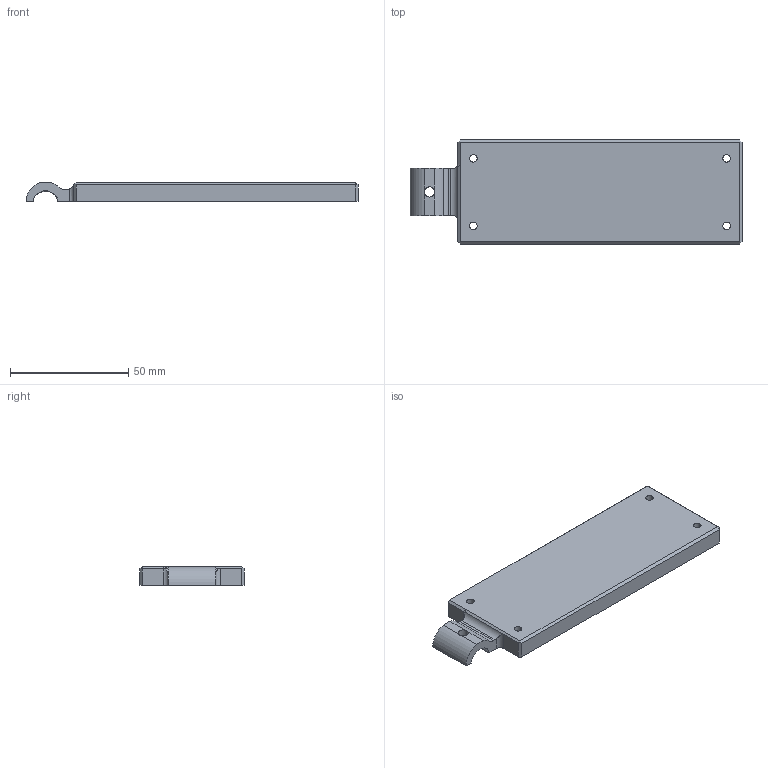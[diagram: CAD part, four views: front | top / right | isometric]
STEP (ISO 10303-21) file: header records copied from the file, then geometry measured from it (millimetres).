
FILE_DESCRIPTION (( 'STEP AP214' ), '1' );
FILE_NAME ('display_housing_case.STEP', '2026-02-02T22:01:42', ( '' ), ( '' ), 'SwSTEP 2.0', 'SolidWorks 2022', '' );
FILE_SCHEMA (( 'AUTOMOTIVE_DESIGN' ));
Length unit declared in the file: millimetre
Products named in the file (1): display_housing_case
Bounding box: 140.25 x 44 x 8 mm (x, y, z)
Volume: 21902.8 mm3; surface area: 15630.1 mm2
Topology: 1 solids, 1 shells, 51 faces, 140 edges, 90 vertices
Faces by surface type: plane 31, cylinder 18, bspline 1, cone 1
Entity records: 1768 total; most frequent: CARTESIAN_POINT 428, ORIENTED_EDGE 280, DIRECTION 259, EDGE_CURVE 140, LINE 93, VECTOR 93, VERTEX_POINT 90, AXIS2_PLACEMENT_3D 83
